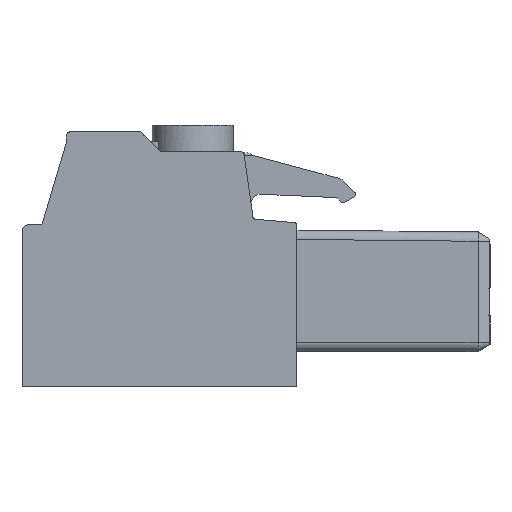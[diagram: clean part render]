
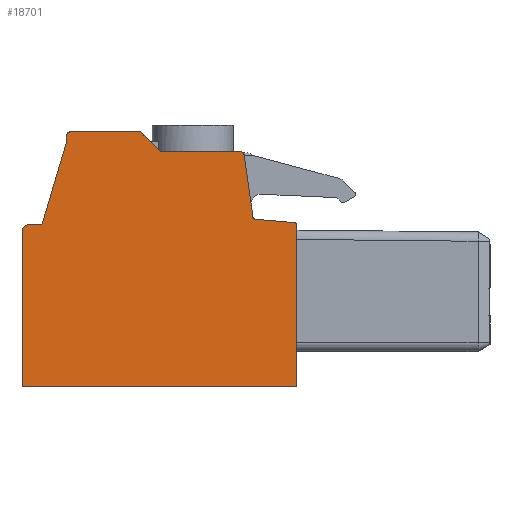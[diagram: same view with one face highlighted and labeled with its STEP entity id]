
A CAD part, left-side view. The second image highlights one B-rep face of the part: STEP entity #18701.
In plain terms, the highlighted face is planar.
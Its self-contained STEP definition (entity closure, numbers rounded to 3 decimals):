
#490=PLANE('',#19610);
#857=CIRCLE('',#19611,0.5);
#858=CIRCLE('',#19612,0.15);
#859=CIRCLE('',#19613,0.2);
#860=CIRCLE('',#19614,0.3);
#861=CIRCLE('',#19615,0.3);
#3829=ORIENTED_EDGE('',*,*,#6471,.T.);
#3830=ORIENTED_EDGE('',*,*,#6472,.F.);
#3831=ORIENTED_EDGE('',*,*,#6473,.F.);
#3832=ORIENTED_EDGE('',*,*,#6474,.T.);
#3833=ORIENTED_EDGE('',*,*,#6475,.F.);
#3834=ORIENTED_EDGE('',*,*,#6476,.T.);
#3835=ORIENTED_EDGE('',*,*,#6477,.T.);
#3836=ORIENTED_EDGE('',*,*,#6478,.T.);
#3837=ORIENTED_EDGE('',*,*,#6479,.T.);
#3838=ORIENTED_EDGE('',*,*,#6480,.F.);
#3839=ORIENTED_EDGE('',*,*,#6481,.F.);
#3840=ORIENTED_EDGE('',*,*,#6482,.F.);
#3841=ORIENTED_EDGE('',*,*,#6483,.F.);
#3842=ORIENTED_EDGE('',*,*,#6484,.F.);
#3843=ORIENTED_EDGE('',*,*,#6485,.T.);
#3844=ORIENTED_EDGE('',*,*,#6486,.T.);
#6471=EDGE_CURVE('',#8021,#8022,#9638,.T.);
#6472=EDGE_CURVE('',#8023,#8022,#9639,.T.);
#6473=EDGE_CURVE('',#8024,#8023,#857,.T.);
#6474=EDGE_CURVE('',#8024,#8025,#9640,.T.);
#6475=EDGE_CURVE('',#8026,#8025,#9641,.T.);
#6476=EDGE_CURVE('',#8026,#8027,#9642,.T.);
#6477=EDGE_CURVE('',#8027,#8028,#858,.T.);
#6478=EDGE_CURVE('',#8028,#8029,#9643,.T.);
#6479=EDGE_CURVE('',#8029,#8030,#859,.T.);
#6480=EDGE_CURVE('',#8031,#8030,#9644,.T.);
#6481=EDGE_CURVE('',#8032,#8031,#860,.T.);
#6482=EDGE_CURVE('',#8033,#8032,#9645,.T.);
#6483=EDGE_CURVE('',#8034,#8033,#9646,.T.);
#6484=EDGE_CURVE('',#8035,#8034,#9647,.T.);
#6485=EDGE_CURVE('',#8035,#8036,#861,.T.);
#6486=EDGE_CURVE('',#8036,#8021,#9648,.T.);
#8021=VERTEX_POINT('',#27197);
#8022=VERTEX_POINT('',#27198);
#8023=VERTEX_POINT('',#27200);
#8024=VERTEX_POINT('',#27202);
#8025=VERTEX_POINT('',#27204);
#8026=VERTEX_POINT('',#27206);
#8027=VERTEX_POINT('',#27208);
#8028=VERTEX_POINT('',#27210);
#8029=VERTEX_POINT('',#27212);
#8030=VERTEX_POINT('',#27214);
#8031=VERTEX_POINT('',#27216);
#8032=VERTEX_POINT('',#27218);
#8033=VERTEX_POINT('',#27220);
#8034=VERTEX_POINT('',#27222);
#8035=VERTEX_POINT('',#27224);
#8036=VERTEX_POINT('',#27226);
#9638=LINE('',#27196,#11360);
#9639=LINE('',#27199,#11361);
#9640=LINE('',#27203,#11362);
#9641=LINE('',#27205,#11363);
#9642=LINE('',#27207,#11364);
#9643=LINE('',#27211,#11365);
#9644=LINE('',#27215,#11366);
#9645=LINE('',#27219,#11367);
#9646=LINE('',#27221,#11368);
#9647=LINE('',#27223,#11369);
#9648=LINE('',#27227,#11370);
#11360=VECTOR('',#22521,1000.);
#11361=VECTOR('',#22522,1000.);
#11362=VECTOR('',#22525,1000.);
#11363=VECTOR('',#22526,1000.);
#11364=VECTOR('',#22527,1000.);
#11365=VECTOR('',#22530,1000.);
#11366=VECTOR('',#22533,1000.);
#11367=VECTOR('',#22536,1000.);
#11368=VECTOR('',#22537,1000.);
#11369=VECTOR('',#22538,1000.);
#11370=VECTOR('',#22541,1000.);
#12348=EDGE_LOOP('',(#3829,#3830,#3831,#3832,#3833,#3834,#3835,#3836,#3837,
#3838,#3839,#3840,#3841,#3842,#3843,#3844));
#13040=FACE_BOUND('',#12348,.T.);
#18701=ADVANCED_FACE('',(#13040),#490,.F.);
#19610=AXIS2_PLACEMENT_3D('',#27195,#22519,#22520);
#19611=AXIS2_PLACEMENT_3D('',#27201,#22523,#22524);
#19612=AXIS2_PLACEMENT_3D('',#27209,#22528,#22529);
#19613=AXIS2_PLACEMENT_3D('',#27213,#22531,#22532);
#19614=AXIS2_PLACEMENT_3D('',#27217,#22534,#22535);
#19615=AXIS2_PLACEMENT_3D('',#27225,#22539,#22540);
#22519=DIRECTION('',(0.,0.,-1.));
#22520=DIRECTION('',(-1.,0.,0.));
#22521=DIRECTION('',(0.286,0.958,0.));
#22522=DIRECTION('',(-1.,0.,0.));
#22523=DIRECTION('',(0.,0.,-1.));
#22524=DIRECTION('',(0.,1.,0.));
#22525=DIRECTION('',(0.,1.,0.));
#22526=DIRECTION('',(1.,0.,0.));
#22527=DIRECTION('',(0.,-1.,0.));
#22528=DIRECTION('',(0.,0.,1.));
#22529=DIRECTION('',(0.,-1.,0.));
#22530=DIRECTION('',(0.996,-0.087,0.));
#22531=DIRECTION('',(0.,0.,-1.));
#22532=DIRECTION('',(0.,1.,0.));
#22533=DIRECTION('',(-0.139,0.99,0.));
#22534=DIRECTION('',(0.,0.,-1.));
#22535=DIRECTION('',(0.,1.,0.));
#22536=DIRECTION('',(-1.,0.,0.));
#22537=DIRECTION('',(-0.707,0.707,0.));
#22538=DIRECTION('',(-1.,0.,0.));
#22539=DIRECTION('',(0.,0.,1.));
#22540=DIRECTION('',(0.,-1.,0.));
#22541=DIRECTION('',(0.,1.,0.));
#27195=CARTESIAN_POINT('',(83.057,30.859,57.48));
#27196=CARTESIAN_POINT('',(101.492,33.75,57.48));
#27197=CARTESIAN_POINT('',(98.15,22.55,57.48));
#27198=CARTESIAN_POINT('',(100.,28.75,57.48));
#27199=CARTESIAN_POINT('',(66.25,28.75,57.48));
#27200=CARTESIAN_POINT('',(101.,28.75,57.48));
#27201=CARTESIAN_POINT('',(101.,29.25,57.48));
#27202=CARTESIAN_POINT('',(101.5,29.25,57.48));
#27203=CARTESIAN_POINT('',(101.5,33.75,57.48));
#27204=CARTESIAN_POINT('',(101.5,40.95,57.48));
#27205=CARTESIAN_POINT('',(66.25,40.95,57.48));
#27206=CARTESIAN_POINT('',(80.85,40.95,57.48));
#27207=CARTESIAN_POINT('',(80.85,33.75,57.48));
#27208=CARTESIAN_POINT('',(80.85,28.737,57.48));
#27209=CARTESIAN_POINT('',(81.,28.737,57.48));
#27210=CARTESIAN_POINT('',(80.987,28.588,57.48));
#27211=CARTESIAN_POINT('',(66.25,29.877,57.48));
#27212=CARTESIAN_POINT('',(83.929,28.331,57.48));
#27213=CARTESIAN_POINT('',(83.912,28.131,57.48));
#27214=CARTESIAN_POINT('',(84.11,28.159,57.48));
#27215=CARTESIAN_POINT('',(83.324,33.75,57.48));
#27216=CARTESIAN_POINT('',(84.764,23.508,57.48));
#27217=CARTESIAN_POINT('',(85.061,23.55,57.48));
#27218=CARTESIAN_POINT('',(85.061,23.25,57.48));
#27219=CARTESIAN_POINT('',(66.25,23.25,57.48));
#27220=CARTESIAN_POINT('',(91.05,23.25,57.48));
#27221=CARTESIAN_POINT('',(66.25,48.05,57.48));
#27222=CARTESIAN_POINT('',(92.55,21.75,57.48));
#27223=CARTESIAN_POINT('',(66.25,21.75,57.48));
#27224=CARTESIAN_POINT('',(97.85,21.75,57.48));
#27225=CARTESIAN_POINT('',(97.85,22.05,57.48));
#27226=CARTESIAN_POINT('',(98.15,22.05,57.48));
#27227=CARTESIAN_POINT('',(98.15,33.75,57.48));
